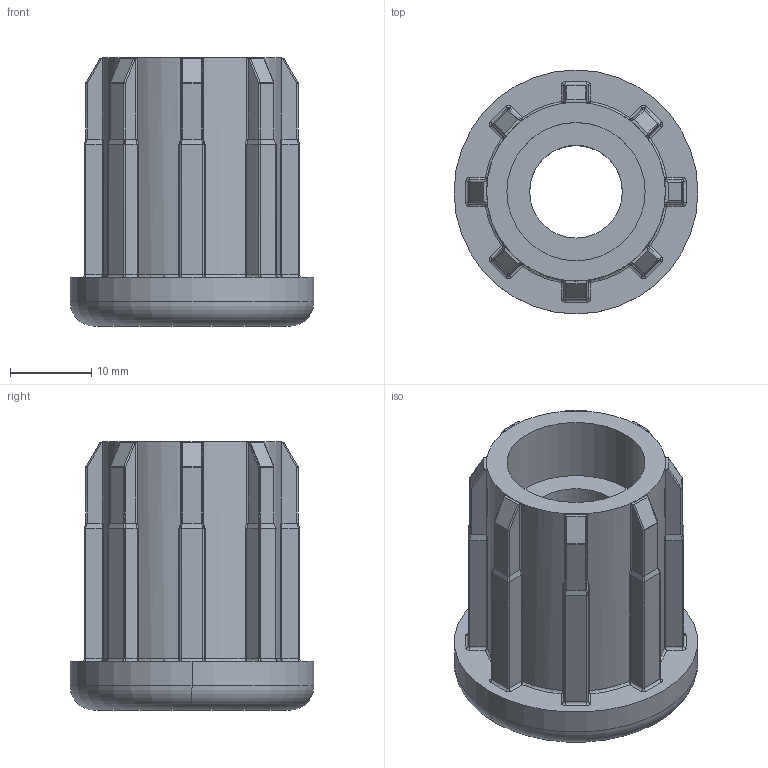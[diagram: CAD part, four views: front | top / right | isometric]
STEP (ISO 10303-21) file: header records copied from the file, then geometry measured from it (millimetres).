
FILE_DESCRIPTION (( 'STEP AP214' ), '1' );
FILE_NAME ('098vr302014.STEP', '2014-08-13T07:01:13', ( '' ), ( '' ), 'SwSTEP 2.0', 'SolidWorks 2014', '' );
FILE_SCHEMA (( 'AUTOMOTIVE_DESIGN' ));
Length unit declared in the file: millimetre
Products named in the file (1): 098vr302014
Bounding box: 30 x 30 x 33 mm (x, y, z)
Volume: 11265.8 mm3; surface area: 5672.6 mm2
Topology: 1 solids, 1 shells, 322 faces, 851 edges, 505 vertices
Faces by surface type: cylinder 150, plane 92, bspline 32, torus 28, sphere 20
Entity records: 10618 total; most frequent: CARTESIAN_POINT 3451, ORIENTED_EDGE 1638, DIRECTION 1374, EDGE_CURVE 819, AXIS2_PLACEMENT_3D 504, VERTEX_POINT 501, VECTOR 366, LINE 366
